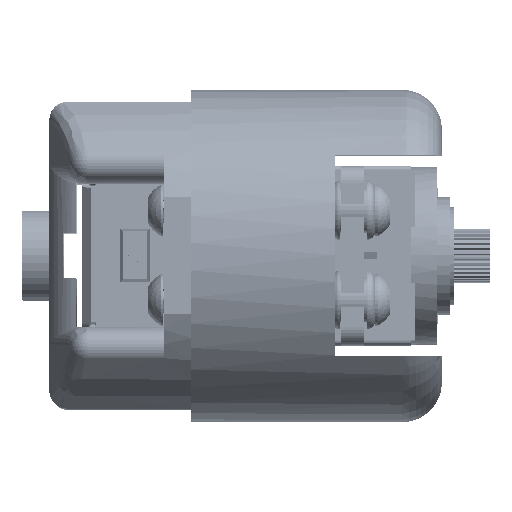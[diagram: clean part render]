
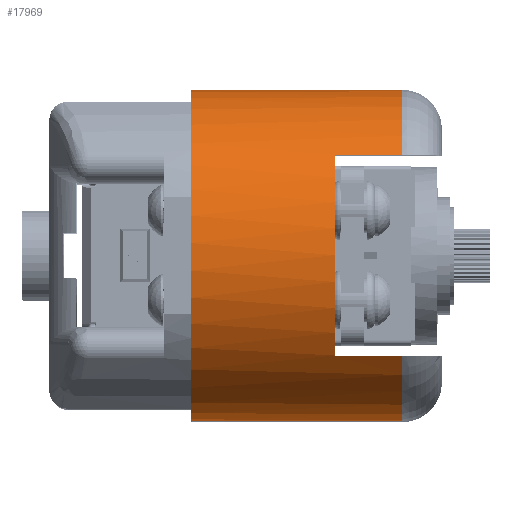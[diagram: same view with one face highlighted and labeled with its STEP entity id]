
A CAD part, top view. The second image highlights one B-rep face of the part: STEP entity #17969.
In plain terms, the highlighted cylindrical face has radius 18.5 mm (diameter 37 mm), a partial arc.
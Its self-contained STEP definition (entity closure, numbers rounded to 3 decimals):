
#338=ELLIPSE('',#19653,244.534,18.5);
#339=ELLIPSE('',#19658,244.534,18.5);
#340=ELLIPSE('',#19659,244.534,18.5);
#341=ELLIPSE('',#19661,244.534,18.5);
#599=B_SPLINE_CURVE_WITH_KNOTS('',3,(#38433,#38434,#38435,#38436,#38437,
#38438,#38439,#38440,#38441),.UNSPECIFIED.,.F.,.F.,(4,3,2,4),(-0.083,
0.,0.513,0.514),.UNSPECIFIED.);
#600=B_SPLINE_CURVE_WITH_KNOTS('',3,(#38445,#38446,#38447,#38448,#38449,
#38450,#38451,#38452,#38453),.UNSPECIFIED.,.F.,.F.,(4,2,3,4),(-0.002,
0.,0.687,0.756),.UNSPECIFIED.);
#2969=LINE('',#38417,#4466);
#2971=LINE('',#38423,#4468);
#2972=LINE('',#38429,#4469);
#2973=LINE('',#38456,#4470);
#4466=VECTOR('',#24426,10.);
#4468=VECTOR('',#24432,10.);
#4469=VECTOR('',#24437,10.);
#4470=VECTOR('',#24444,10.);
#4840=CYLINDRICAL_SURFACE('',#19655,18.5);
#5782=FACE_OUTER_BOUND('',#6845,.T.);
#6845=EDGE_LOOP('',(#16697,#16698,#16699,#16700,#16701,#16702,#16703,#16704,
#16705,#16706,#16707,#16708,#16709,#16710));
#7552=CIRCLE('',#19635,18.5);
#7560=CIRCLE('',#19656,18.5);
#7561=CIRCLE('',#19657,18.5);
#7562=CIRCLE('',#19660,18.5);
#9167=VERTEX_POINT('',#38199);
#9168=VERTEX_POINT('',#38218);
#9189=VERTEX_POINT('',#38401);
#9191=VERTEX_POINT('',#38415);
#9192=VERTEX_POINT('',#38420);
#9193=VERTEX_POINT('',#38422);
#9194=VERTEX_POINT('',#38424);
#9195=VERTEX_POINT('',#38426);
#9196=VERTEX_POINT('',#38428);
#9197=VERTEX_POINT('',#38430);
#9198=VERTEX_POINT('',#38432);
#9199=VERTEX_POINT('',#38442);
#9200=VERTEX_POINT('',#38444);
#9201=VERTEX_POINT('',#38454);
#11675=EDGE_CURVE('',#9167,#9168,#7552,.T.);
#11705=EDGE_CURVE('',#9168,#9189,#338,.T.);
#11709=EDGE_CURVE('',#9191,#9167,#2969,.T.);
#11711=EDGE_CURVE('',#9192,#9191,#7560,.T.);
#11712=EDGE_CURVE('',#9192,#9193,#2971,.T.);
#11713=EDGE_CURVE('',#9194,#9193,#7561,.T.);
#11714=EDGE_CURVE('',#9195,#9194,#339,.T.);
#11715=EDGE_CURVE('',#9196,#9195,#2972,.T.);
#11716=EDGE_CURVE('',#9197,#9196,#340,.T.);
#11717=EDGE_CURVE('',#9198,#9197,#599,.T.);
#11718=EDGE_CURVE('',#9199,#9198,#7562,.T.);
#11719=EDGE_CURVE('',#9200,#9199,#600,.T.);
#11720=EDGE_CURVE('',#9201,#9200,#341,.T.);
#11721=EDGE_CURVE('',#9189,#9201,#2973,.T.);
#16697=ORIENTED_EDGE('',*,*,#11675,.F.);
#16698=ORIENTED_EDGE('',*,*,#11709,.F.);
#16699=ORIENTED_EDGE('',*,*,#11711,.F.);
#16700=ORIENTED_EDGE('',*,*,#11712,.T.);
#16701=ORIENTED_EDGE('',*,*,#11713,.F.);
#16702=ORIENTED_EDGE('',*,*,#11714,.F.);
#16703=ORIENTED_EDGE('',*,*,#11715,.F.);
#16704=ORIENTED_EDGE('',*,*,#11716,.F.);
#16705=ORIENTED_EDGE('',*,*,#11717,.F.);
#16706=ORIENTED_EDGE('',*,*,#11718,.F.);
#16707=ORIENTED_EDGE('',*,*,#11719,.F.);
#16708=ORIENTED_EDGE('',*,*,#11720,.F.);
#16709=ORIENTED_EDGE('',*,*,#11721,.F.);
#16710=ORIENTED_EDGE('',*,*,#11705,.F.);
#17969=ADVANCED_FACE('',(#5782),#4840,.T.);
#19635=AXIS2_PLACEMENT_3D('',#38219,#24377,#24378);
#19653=AXIS2_PLACEMENT_3D('',#38402,#24421,#24422);
#19655=AXIS2_PLACEMENT_3D('',#38419,#24428,#24429);
#19656=AXIS2_PLACEMENT_3D('',#38421,#24430,#24431);
#19657=AXIS2_PLACEMENT_3D('',#38425,#24433,#24434);
#19658=AXIS2_PLACEMENT_3D('',#38427,#24435,#24436);
#19659=AXIS2_PLACEMENT_3D('',#38431,#24438,#24439);
#19660=AXIS2_PLACEMENT_3D('',#38443,#24440,#24441);
#19661=AXIS2_PLACEMENT_3D('',#38455,#24442,#24443);
#24377=DIRECTION('center_axis',(1.,0.,0.));
#24378=DIRECTION('ref_axis',(0.,-0.965,0.263));
#24421=DIRECTION('center_axis',(-0.076,0.997,0.));
#24422=DIRECTION('ref_axis',(-0.997,-0.076,0.));
#24426=DIRECTION('',(1.,0.,0.));
#24428=DIRECTION('center_axis',(1.,0.,0.));
#24429=DIRECTION('ref_axis',(0.,0.,1.));
#24430=DIRECTION('center_axis',(1.,0.,0.));
#24431=DIRECTION('ref_axis',(0.,0.,1.));
#24432=DIRECTION('',(1.,0.,0.));
#24433=DIRECTION('center_axis',(1.,0.,0.));
#24434=DIRECTION('ref_axis',(0.,0.963,0.271));
#24435=DIRECTION('center_axis',(-0.076,-0.997,
0.));
#24436=DIRECTION('ref_axis',(-0.997,0.076,0.));
#24437=DIRECTION('',(1.,0.,0.));
#24438=DIRECTION('center_axis',(0.076,-0.997,0.));
#24439=DIRECTION('ref_axis',(0.997,0.076,0.));
#24440=DIRECTION('center_axis',(-1.,0.,0.));
#24441=DIRECTION('ref_axis',(0.,0.,1.));
#24442=DIRECTION('center_axis',(0.076,0.997,0.));
#24443=DIRECTION('ref_axis',(0.997,-0.076,0.));
#24444=DIRECTION('',(-1.,0.,0.));
#38199=CARTESIAN_POINT('',(62.268,91.8,158.723));
#38218=CARTESIAN_POINT('',(62.268,85.535,137.898));
#38219=CARTESIAN_POINT('Origin',(62.268,103.,143.999));
#38401=CARTESIAN_POINT('',(62.196,85.529,137.914));
#38402=CARTESIAN_POINT('Origin',(292.463,103.,143.999));
#38415=CARTESIAN_POINT('',(54.768,91.8,158.723));
#38417=CARTESIAN_POINT('',(54.768,91.8,158.723));
#38419=CARTESIAN_POINT('Origin',(38.768,103.,143.999));
#38420=CARTESIAN_POINT('',(54.768,114.2,158.723));
#38421=CARTESIAN_POINT('Origin',(54.768,103.,143.999));
#38422=CARTESIAN_POINT('',(62.268,114.2,158.723));
#38423=CARTESIAN_POINT('',(54.768,114.2,158.723));
#38424=CARTESIAN_POINT('',(62.268,120.576,138.227));
#38425=CARTESIAN_POINT('Origin',(62.268,103.,143.999));
#38426=CARTESIAN_POINT('',(62.196,120.582,138.244));
#38427=CARTESIAN_POINT('Origin',(293.929,103.,143.999));
#38428=CARTESIAN_POINT('',(43.34,120.582,138.244));
#38429=CARTESIAN_POINT('',(38.768,120.582,138.244));
#38430=CARTESIAN_POINT('',(40.068,120.334,137.534));
#38431=CARTESIAN_POINT('Origin',(-188.393,103.,143.999));
#38432=CARTESIAN_POINT('',(38.768,121.5,143.916));
#38433=CARTESIAN_POINT('Ctrl Pts',(38.768,121.5,143.916));
#38434=CARTESIAN_POINT('Ctrl Pts',(38.768,121.499,143.639));
#38435=CARTESIAN_POINT('Ctrl Pts',(38.781,121.491,143.36));
#38436=CARTESIAN_POINT('Ctrl Pts',(38.804,121.477,143.085));
#38437=CARTESIAN_POINT('Ctrl Pts',(38.943,121.393,141.384));
#38438=CARTESIAN_POINT('Ctrl Pts',(39.466,121.063,139.495));
#38439=CARTESIAN_POINT('Ctrl Pts',(40.065,120.337,137.544));
#38440=CARTESIAN_POINT('Ctrl Pts',(40.066,120.336,137.539));
#38441=CARTESIAN_POINT('Ctrl Pts',(40.068,120.334,137.534));
#38442=CARTESIAN_POINT('',(38.768,84.506,143.546));
#38443=CARTESIAN_POINT('Origin',(38.768,103.,143.999));
#38444=CARTESIAN_POINT('',(40.068,85.778,137.243));
#38445=CARTESIAN_POINT('Ctrl Pts',(40.068,85.778,137.243));
#38446=CARTESIAN_POINT('Ctrl Pts',(40.066,85.776,137.248));
#38447=CARTESIAN_POINT('Ctrl Pts',(40.065,85.774,137.253));
#38448=CARTESIAN_POINT('Ctrl Pts',(39.426,84.971,139.306));
#38449=CARTESIAN_POINT('Ctrl Pts',(38.881,84.618,141.281));
#38450=CARTESIAN_POINT('Ctrl Pts',(38.783,84.526,143.017));
#38451=CARTESIAN_POINT('Ctrl Pts',(38.773,84.517,143.193));
#38452=CARTESIAN_POINT('Ctrl Pts',(38.768,84.51,143.369));
#38453=CARTESIAN_POINT('Ctrl Pts',(38.768,84.506,143.546));
#38454=CARTESIAN_POINT('',(43.34,85.529,137.914));
#38455=CARTESIAN_POINT('Origin',(-186.927,103.,143.999));
#38456=CARTESIAN_POINT('',(38.768,85.529,137.914));
